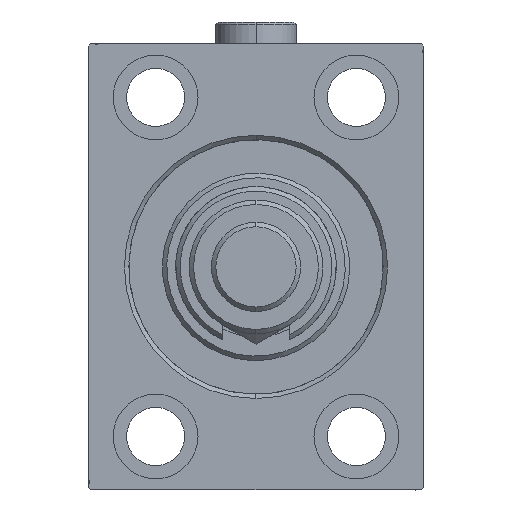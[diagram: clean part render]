
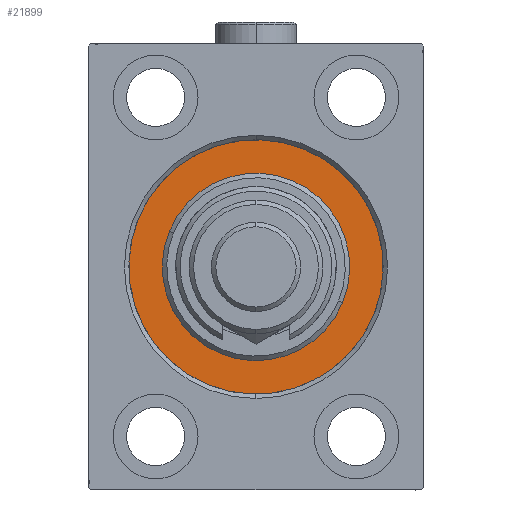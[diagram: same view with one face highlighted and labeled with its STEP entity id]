
A CAD part, left-side view. The second image highlights one B-rep face of the part: STEP entity #21899.
In plain terms, the highlighted face is planar.
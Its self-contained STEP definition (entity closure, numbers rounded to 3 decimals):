
#2419 = EDGE_LOOP ( 'NONE', ( #17384, #20989 ) ) ;
#8141 = VERTEX_POINT ( 'NONE', #23799 ) ;
#8224 = DIRECTION ( 'NONE',  ( 0., 0., -1. ) ) ;
#10198 = DIRECTION ( 'NONE',  ( 0., 0., 1. ) ) ;
#10281 = EDGE_CURVE ( 'NONE', #24659, #40734, #31786, .T. ) ;
#10749 = CIRCLE ( 'NONE', #29399, 21. ) ;
#11311 = CARTESIAN_POINT ( 'NONE',  ( 0., 0., 21. ) ) ;
#11930 = AXIS2_PLACEMENT_3D ( 'NONE', #17510, #39656, #10198 ) ;
#12723 = FACE_BOUND ( 'NONE', #28483, .T. ) ;
#13451 = PLANE ( 'NONE',  #26611 ) ;
#15260 = ORIENTED_EDGE ( 'NONE', *, *, #10281, .F. ) ;
#16668 = DIRECTION ( 'NONE',  ( 1., 0., 0. ) ) ;
#17384 = ORIENTED_EDGE ( 'NONE', *, *, #18426, .F. ) ;
#17510 = CARTESIAN_POINT ( 'NONE',  ( 0., 0., 0. ) ) ;
#18426 = EDGE_CURVE ( 'NONE', #8141, #34236, #38287, .T. ) ;
#19912 = DIRECTION ( 'NONE',  ( 1., 0., 0. ) ) ;
#20497 = DIRECTION ( 'NONE',  ( -1., 0., 0. ) ) ;
#20989 = ORIENTED_EDGE ( 'NONE', *, *, #23589, .F. ) ;
#21589 = CARTESIAN_POINT ( 'NONE',  ( 0., 0., 0. ) ) ;
#21899 = ADVANCED_FACE ( 'NONE', ( #12723, #27552 ), #13451, .F. ) ;
#22358 = CARTESIAN_POINT ( 'NONE',  ( 0., 0., -21. ) ) ;
#23589 = EDGE_CURVE ( 'NONE', #34236, #8141, #37555, .T. ) ;
#23799 = CARTESIAN_POINT ( 'NONE',  ( 0., 0., -28.5 ) ) ;
#23953 = CARTESIAN_POINT ( 'NONE',  ( 0., 0., 0. ) ) ;
#24659 = VERTEX_POINT ( 'NONE', #22358 ) ;
#26611 = AXIS2_PLACEMENT_3D ( 'NONE', #42397, #20497, #35334 ) ;
#26754 = ORIENTED_EDGE ( 'NONE', *, *, #40176, .F. ) ;
#27255 = CARTESIAN_POINT ( 'NONE',  ( 0., 0., 28.5 ) ) ;
#27552 = FACE_OUTER_BOUND ( 'NONE', #2419, .T. ) ;
#28483 = EDGE_LOOP ( 'NONE', ( #26754, #15260 ) ) ;
#28697 = AXIS2_PLACEMENT_3D ( 'NONE', #23953, #16668, #39055 ) ;
#28887 = DIRECTION ( 'NONE',  ( 0., 0., 1. ) ) ;
#29363 = DIRECTION ( 'NONE',  ( -1., 0., 0. ) ) ;
#29399 = AXIS2_PLACEMENT_3D ( 'NONE', #30375, #19912, #8224 ) ;
#30375 = CARTESIAN_POINT ( 'NONE',  ( 0., 0., 0. ) ) ;
#31786 = CIRCLE ( 'NONE', #28697, 21. ) ;
#34236 = VERTEX_POINT ( 'NONE', #27255 ) ;
#35334 = DIRECTION ( 'NONE',  ( 0., 0., 1. ) ) ;
#37555 = CIRCLE ( 'NONE', #11930, 28.5 ) ;
#38287 = CIRCLE ( 'NONE', #39858, 28.5 ) ;
#39055 = DIRECTION ( 'NONE',  ( 0., 0., -1. ) ) ;
#39656 = DIRECTION ( 'NONE',  ( -1., 0., 0. ) ) ;
#39858 = AXIS2_PLACEMENT_3D ( 'NONE', #21589, #29363, #28887 ) ;
#40176 = EDGE_CURVE ( 'NONE', #40734, #24659, #10749, .T. ) ;
#40734 = VERTEX_POINT ( 'NONE', #11311 ) ;
#42397 = CARTESIAN_POINT ( 'NONE',  ( 0., 0., 0. ) ) ;
